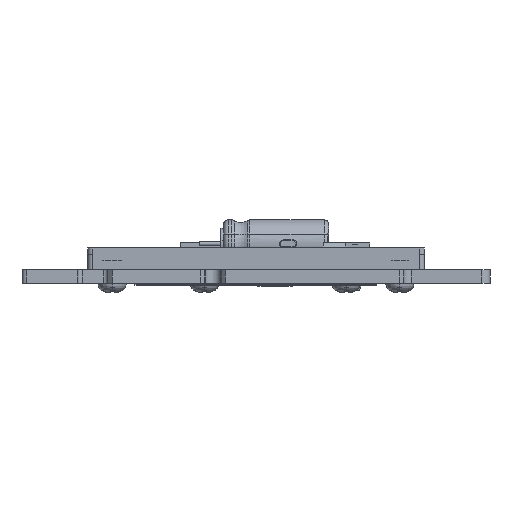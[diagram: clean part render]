
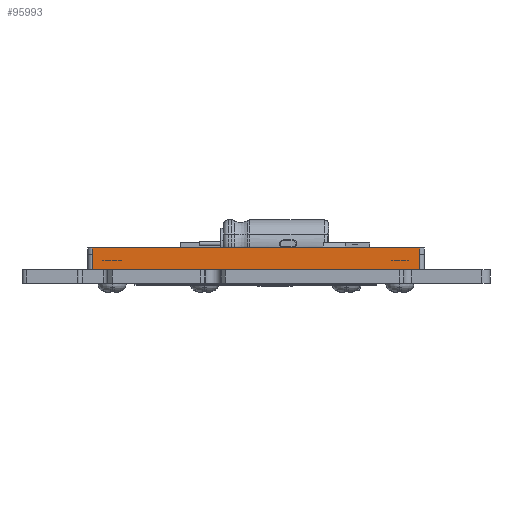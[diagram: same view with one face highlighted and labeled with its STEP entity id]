
A CAD part, front view. The second image highlights one B-rep face of the part: STEP entity #95993.
In plain terms, the highlighted planar face has unit normal (0, -1, 0).
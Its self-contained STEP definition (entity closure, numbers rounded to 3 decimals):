
#95621 = VERTEX_POINT('',#95622);
#95622 = CARTESIAN_POINT('',(2.292,-2.803,0.));
#95629 = EDGE_CURVE('',#95630,#95621,#95632,.T.);
#95630 = VERTEX_POINT('',#95631);
#95631 = CARTESIAN_POINT('',(-35.605,-2.803,0.));
#95632 = LINE('',#95633,#95634);
#95633 = CARTESIAN_POINT('',(-35.605,-2.803,0.));
#95634 = VECTOR('',#95635,1.);
#95635 = DIRECTION('',(1.,0.,0.));
#95973 = EDGE_CURVE('',#95974,#95630,#95976,.T.);
#95974 = VERTEX_POINT('',#95975);
#95975 = CARTESIAN_POINT('',(-35.605,-2.803,1.8));
#95976 = LINE('',#95977,#95978);
#95977 = CARTESIAN_POINT('',(-35.605,-2.803,1.8));
#95978 = VECTOR('',#95979,1.);
#95979 = DIRECTION('',(0.,0.,-1.));
#95993 = ADVANCED_FACE('',(#95994),#96028,.F.);
#95994 = FACE_BOUND('',#95995,.T.);
#95995 = EDGE_LOOP('',(#95996,#96006,#96012,#96013,#96014,#96022));
#95996 = ORIENTED_EDGE('',*,*,#95997,.F.);
#95997 = EDGE_CURVE('',#95998,#96000,#96002,.T.);
#95998 = VERTEX_POINT('',#95999);
#95999 = CARTESIAN_POINT('',(-35.605,-2.803,2.5));
#96000 = VERTEX_POINT('',#96001);
#96001 = CARTESIAN_POINT('',(2.292,-2.803,2.5));
#96002 = LINE('',#96003,#96004);
#96003 = CARTESIAN_POINT('',(-36.105,-2.803,2.5));
#96004 = VECTOR('',#96005,1.);
#96005 = DIRECTION('',(1.,0.,0.));
#96006 = ORIENTED_EDGE('',*,*,#96007,.T.);
#96007 = EDGE_CURVE('',#95998,#95974,#96008,.T.);
#96008 = LINE('',#96009,#96010);
#96009 = CARTESIAN_POINT('',(-35.605,-2.803,1.8));
#96010 = VECTOR('',#96011,1.);
#96011 = DIRECTION('',(0.,0.,-1.));
#96012 = ORIENTED_EDGE('',*,*,#95973,.T.);
#96013 = ORIENTED_EDGE('',*,*,#95629,.T.);
#96014 = ORIENTED_EDGE('',*,*,#96015,.F.);
#96015 = EDGE_CURVE('',#96016,#95621,#96018,.T.);
#96016 = VERTEX_POINT('',#96017);
#96017 = CARTESIAN_POINT('',(2.292,-2.803,1.8));
#96018 = LINE('',#96019,#96020);
#96019 = CARTESIAN_POINT('',(2.292,-2.803,1.8));
#96020 = VECTOR('',#96021,1.);
#96021 = DIRECTION('',(0.,0.,-1.));
#96022 = ORIENTED_EDGE('',*,*,#96023,.T.);
#96023 = EDGE_CURVE('',#96016,#96000,#96024,.T.);
#96024 = LINE('',#96025,#96026);
#96025 = CARTESIAN_POINT('',(2.292,-2.803,1.8));
#96026 = VECTOR('',#96027,1.);
#96027 = DIRECTION('',(0.,0.,1.));
#96028 = PLANE('',#96029);
#96029 = AXIS2_PLACEMENT_3D('',#96030,#96031,#96032);
#96030 = CARTESIAN_POINT('',(-35.605,-2.803,1.8));
#96031 = DIRECTION('',(0.,1.,0.));
#96032 = DIRECTION('',(0.,0.,1.));
